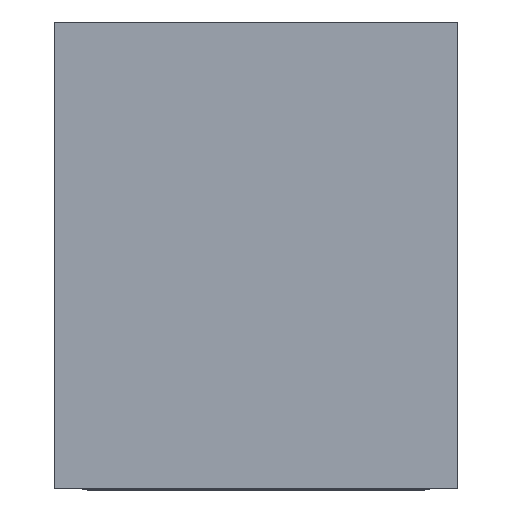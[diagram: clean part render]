
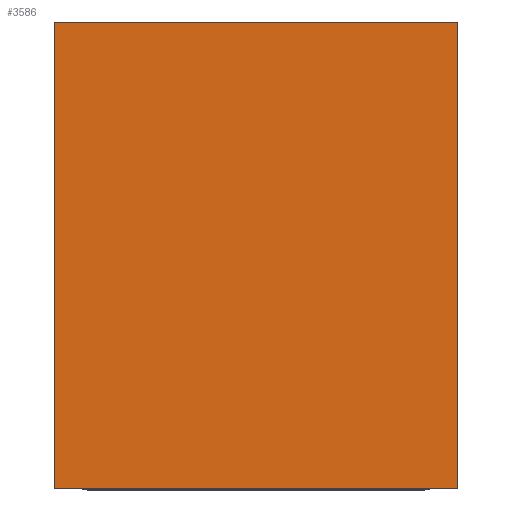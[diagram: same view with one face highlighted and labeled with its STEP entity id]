
A CAD part, top view. The second image highlights one B-rep face of the part: STEP entity #3586.
In plain terms, the highlighted planar face has unit normal (0, 0, 1).
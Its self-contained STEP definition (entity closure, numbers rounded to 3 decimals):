
#3125=CARTESIAN_POINT('',(7.65,-2.46,12.7));
#3126=VERTEX_POINT('',#3125);
#3133=CARTESIAN_POINT('',(-7.65,-2.46,12.7));
#3134=VERTEX_POINT('',#3133);
#3135=CARTESIAN_POINT('',(-7.65,-2.46,12.7));
#3136=DIRECTION('',(1.0,0.0,0.0));
#3137=VECTOR('',#3136,15.3);
#3138=LINE('',#3135,#3137);
#3139=EDGE_CURVE('',#3134,#3126,#3138,.T.);
#3545=CARTESIAN_POINT('',(7.65,15.24,12.7));
#3546=VERTEX_POINT('',#3545);
#3553=CARTESIAN_POINT('',(7.65,-2.46,12.7));
#3554=DIRECTION('',(0.0,1.0,0.0));
#3555=VECTOR('',#3554,17.7);
#3556=LINE('',#3553,#3555);
#3557=EDGE_CURVE('',#3126,#3546,#3556,.T.);
#3563=CARTESIAN_POINT('',(-8.415,16.125,12.7));
#3564=DIRECTION('',(0.0,0.0,1.0));
#3565=DIRECTION('',(-1.0,0.0,0.0));
#3566=AXIS2_PLACEMENT_3D('',#3563,#3564,#3565);
#3567=PLANE('',#3566);
#3568=ORIENTED_EDGE('',*,*,#3557,.T.);
#3569=CARTESIAN_POINT('',(-7.65,15.24,12.7));
#3570=VERTEX_POINT('',#3569);
#3571=CARTESIAN_POINT('',(-7.65,15.24,12.7));
#3572=DIRECTION('',(1.0,0.0,0.0));
#3573=VECTOR('',#3572,15.3);
#3574=LINE('',#3571,#3573);
#3575=EDGE_CURVE('',#3570,#3546,#3574,.T.);
#3576=ORIENTED_EDGE('',*,*,#3575,.F.);
#3577=CARTESIAN_POINT('',(-7.65,-2.46,12.7));
#3578=DIRECTION('',(0.0,1.0,0.0));
#3579=VECTOR('',#3578,17.7);
#3580=LINE('',#3577,#3579);
#3581=EDGE_CURVE('',#3134,#3570,#3580,.T.);
#3582=ORIENTED_EDGE('',*,*,#3581,.F.);
#3583=ORIENTED_EDGE('',*,*,#3139,.T.);
#3584=EDGE_LOOP('',(#3568,#3576,#3582,#3583));
#3585=FACE_OUTER_BOUND('',#3584,.T.);
#3586=ADVANCED_FACE('',(#3585),#3567,.T.);
